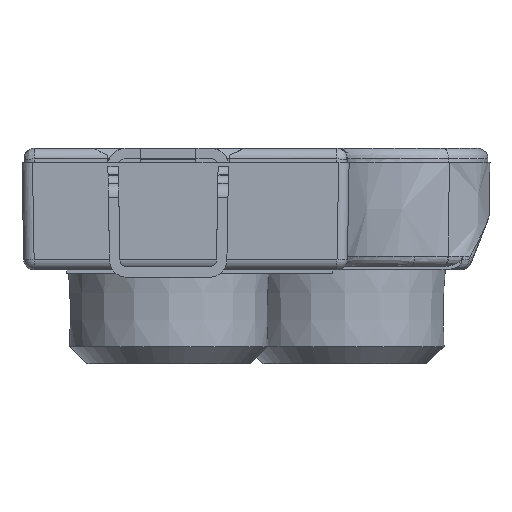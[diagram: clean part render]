
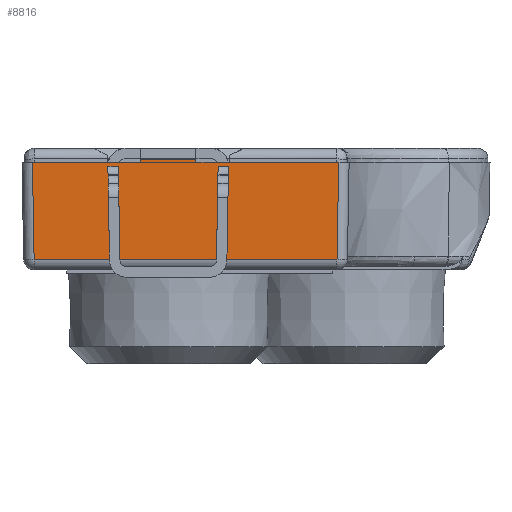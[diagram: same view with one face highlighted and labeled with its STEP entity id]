
A CAD part, left-side view. The second image highlights one B-rep face of the part: STEP entity #8816.
In plain terms, the highlighted planar face has unit normal (-1, 0, -0.016).
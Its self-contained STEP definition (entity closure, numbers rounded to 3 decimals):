
#330=FACE_BOUND('',#1351,.T.);
#331=FACE_BOUND('',#1352,.T.);
#843=FACE_OUTER_BOUND('',#1350,.T.);
#1350=EDGE_LOOP('',(#6296,#6297,#6298,#6299,#6300,#6301,#6302,#6303));
#1351=EDGE_LOOP('',(#6304,#6305,#6306,#6307));
#1352=EDGE_LOOP('',(#6308,#6309,#6310,#6311));
#1871=LINE('',#12571,#2707);
#1875=LINE('',#12579,#2711);
#1910=LINE('',#12726,#2746);
#2007=LINE('',#13230,#2843);
#2008=LINE('',#13235,#2844);
#2017=LINE('',#13264,#2853);
#2069=LINE('',#13590,#2905);
#2070=LINE('',#13592,#2906);
#2071=LINE('',#13594,#2907);
#2072=LINE('',#13595,#2908);
#2073=LINE('',#13596,#2909);
#2074=LINE('',#13597,#2910);
#2075=LINE('',#13600,#2911);
#2076=LINE('',#13602,#2912);
#2077=LINE('',#13604,#2913);
#2078=LINE('',#13605,#2914);
#2707=VECTOR('',#10203,1.);
#2711=VECTOR('',#10207,1.);
#2746=VECTOR('',#10284,1.);
#2843=VECTOR('',#10419,1.);
#2844=VECTOR('',#10424,1.);
#2853=VECTOR('',#10449,1.);
#2905=VECTOR('',#10569,1.);
#2906=VECTOR('',#10570,1.);
#2907=VECTOR('',#10571,1.);
#2908=VECTOR('',#10572,1.);
#2909=VECTOR('',#10573,1.);
#2910=VECTOR('',#10574,1.);
#2911=VECTOR('',#10575,1.);
#2912=VECTOR('',#10576,1.);
#2913=VECTOR('',#10577,1.);
#2914=VECTOR('',#10578,1.);
#3691=VERTEX_POINT('',#12568);
#3692=VERTEX_POINT('',#12570);
#3695=VERTEX_POINT('',#12576);
#3696=VERTEX_POINT('',#12578);
#3747=VERTEX_POINT('',#12720);
#3749=VERTEX_POINT('',#12724);
#3892=VERTEX_POINT('',#13224);
#3894=VERTEX_POINT('',#13228);
#3896=VERTEX_POINT('',#13234);
#3908=VERTEX_POINT('',#13262);
#3983=VERTEX_POINT('',#13591);
#3984=VERTEX_POINT('',#13593);
#3985=VERTEX_POINT('',#13598);
#3986=VERTEX_POINT('',#13599);
#3987=VERTEX_POINT('',#13601);
#3988=VERTEX_POINT('',#13603);
#4579=EDGE_CURVE('',#3692,#3691,#1871,.T.);
#4583=EDGE_CURVE('',#3696,#3695,#1875,.T.);
#4640=EDGE_CURVE('',#3747,#3749,#1910,.T.);
#4787=EDGE_CURVE('',#3892,#3894,#2007,.T.);
#4789=EDGE_CURVE('',#3892,#3896,#2008,.T.);
#4805=EDGE_CURVE('',#3894,#3908,#2017,.T.);
#4887=EDGE_CURVE('',#3692,#3749,#2069,.T.);
#4888=EDGE_CURVE('',#3691,#3983,#2070,.T.);
#4889=EDGE_CURVE('',#3983,#3984,#2071,.T.);
#4890=EDGE_CURVE('',#3696,#3984,#2072,.T.);
#4891=EDGE_CURVE('',#3695,#3747,#2073,.T.);
#4892=EDGE_CURVE('',#3896,#3908,#2074,.T.);
#4893=EDGE_CURVE('',#3985,#3986,#2075,.T.);
#4894=EDGE_CURVE('',#3986,#3987,#2076,.T.);
#4895=EDGE_CURVE('',#3988,#3987,#2077,.T.);
#4896=EDGE_CURVE('',#3985,#3988,#2078,.T.);
#6296=ORIENTED_EDGE('',*,*,#4887,.F.);
#6297=ORIENTED_EDGE('',*,*,#4579,.T.);
#6298=ORIENTED_EDGE('',*,*,#4888,.T.);
#6299=ORIENTED_EDGE('',*,*,#4889,.T.);
#6300=ORIENTED_EDGE('',*,*,#4890,.F.);
#6301=ORIENTED_EDGE('',*,*,#4583,.T.);
#6302=ORIENTED_EDGE('',*,*,#4891,.T.);
#6303=ORIENTED_EDGE('',*,*,#4640,.T.);
#6304=ORIENTED_EDGE('',*,*,#4787,.T.);
#6305=ORIENTED_EDGE('',*,*,#4805,.T.);
#6306=ORIENTED_EDGE('',*,*,#4892,.F.);
#6307=ORIENTED_EDGE('',*,*,#4789,.F.);
#6308=ORIENTED_EDGE('',*,*,#4893,.T.);
#6309=ORIENTED_EDGE('',*,*,#4894,.T.);
#6310=ORIENTED_EDGE('',*,*,#4895,.F.);
#6311=ORIENTED_EDGE('',*,*,#4896,.F.);
#8543=PLANE('',#9432);
#8816=ADVANCED_FACE('',(#843,#330,#331),#8543,.T.);
#9432=AXIS2_PLACEMENT_3D('',#13589,#10567,#10568);
#10203=DIRECTION('',(0.,1.,0.));
#10207=DIRECTION('',(0.,1.,0.));
#10284=DIRECTION('',(0.,1.,0.));
#10419=DIRECTION('',(0.,-1.,0.017));
#10424=DIRECTION('',(0.016,0.017,-1.));
#10449=DIRECTION('',(0.016,0.017,-1.));
#10567=DIRECTION('center_axis',(-1.,0.,
-0.016));
#10568=DIRECTION('ref_axis',(0.,1.,0.));
#10569=DIRECTION('',(-0.016,0.,1.));
#10570=DIRECTION('',(0.016,-0.017,-1.));
#10571=DIRECTION('',(0.,-1.,0.));
#10572=DIRECTION('',(0.016,0.017,-1.));
#10573=DIRECTION('',(-0.016,0.,1.));
#10574=DIRECTION('',(0.,-1.,0.));
#10575=DIRECTION('',(-0.016,0.017,1.));
#10576=DIRECTION('',(0.,-1.,-0.017));
#10577=DIRECTION('',(-0.016,0.017,1.));
#10578=DIRECTION('',(0.,-1.,0.));
#12568=CARTESIAN_POINT('',(-4.965,7.087,1.6));
#12570=CARTESIAN_POINT('',(-4.965,5.53,1.6));
#12571=CARTESIAN_POINT('',(-4.965,7.985,1.6));
#12576=CARTESIAN_POINT('',(-4.965,4.73,1.6));
#12578=CARTESIAN_POINT('',(-4.965,2.674,1.6));
#12579=CARTESIAN_POINT('',(-4.965,7.985,1.6));
#12720=CARTESIAN_POINT('',(-4.965,4.73,1.648));
#12724=CARTESIAN_POINT('',(-4.965,5.53,1.648));
#12726=CARTESIAN_POINT('',(-4.965,7.985,1.648));
#13224=CARTESIAN_POINT('',(-4.964,4.411,1.544));
#13228=CARTESIAN_POINT('',(-4.964,4.261,1.546));
#13230=CARTESIAN_POINT('',(-4.964,5.135,1.531));
#13234=CARTESIAN_POINT('',(-4.95,4.426,0.691));
#13235=CARTESIAN_POINT('',(-4.934,4.443,-0.286));
#13262=CARTESIAN_POINT('',(-4.95,4.276,0.691));
#13264=CARTESIAN_POINT('',(-4.934,4.293,-0.288));
#13589=CARTESIAN_POINT('Origin',(-4.968,7.985,1.798));
#13590=CARTESIAN_POINT('',(-4.966,5.53,1.679));
#13591=CARTESIAN_POINT('',(-4.942,7.062,0.198));
#13592=CARTESIAN_POINT('',(-4.943,7.063,0.251));
#13593=CARTESIAN_POINT('',(-4.942,2.698,0.198));
#13594=CARTESIAN_POINT('',(-4.942,7.985,0.198));
#13595=CARTESIAN_POINT('',(-4.966,2.672,1.705));
#13596=CARTESIAN_POINT('',(-4.968,4.73,1.798));
#13597=CARTESIAN_POINT('',(-4.95,1.689,0.691));
#13598=CARTESIAN_POINT('',(-4.95,5.985,0.691));
#13599=CARTESIAN_POINT('',(-4.964,6.,1.546));
#13600=CARTESIAN_POINT('',(-4.963,5.999,1.491));
#13601=CARTESIAN_POINT('',(-4.964,5.849,1.544));
#13602=CARTESIAN_POINT('',(-4.964,5.126,1.531));
#13603=CARTESIAN_POINT('',(-4.95,5.835,0.691));
#13604=CARTESIAN_POINT('',(-4.963,5.849,1.494));
#13605=CARTESIAN_POINT('',(-4.95,8.572,0.691));
